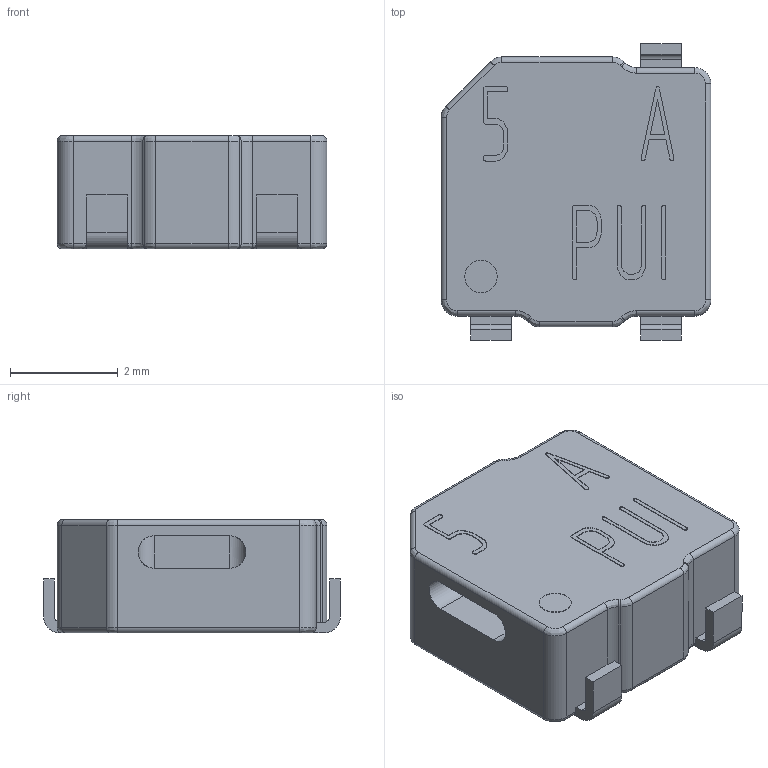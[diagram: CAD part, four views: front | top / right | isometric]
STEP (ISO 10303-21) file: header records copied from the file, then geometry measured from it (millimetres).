
FILE_DESCRIPTION (( 'STEP AP214' ), '1' );
FILE_NAME ('User Library-Buzzer smt-0540-s-r.STEP', '2020-03-03T07:25:59', ( '' ), ( '' ), 'SwSTEP 2.0', 'SolidWorks 2019', '' );
FILE_SCHEMA (( 'AUTOMOTIVE_DESIGN' ));
Length unit declared in the file: millimetre
Products named in the file (1): User Library-Buzzer smt-0540-s-r
Bounding box: 5 x 5.5 x 2.11 mm (x, y, z)
Volume: 46.3 mm3; surface area: 107 mm2
Topology: 1 solids, 1 shells, 451 faces, 1247 edges, 810 vertices
Faces by surface type: plane 329, cylinder 100, bspline 22
Entity records: 19441 total; most frequent: CARTESIAN_POINT 3043, ORIENTED_EDGE 2494, DIRECTION 2211, EDGE_CURVE 1247, LINE 1011, VECTOR 1011, VERTEX_POINT 810, AXIS2_PLACEMENT_3D 600
